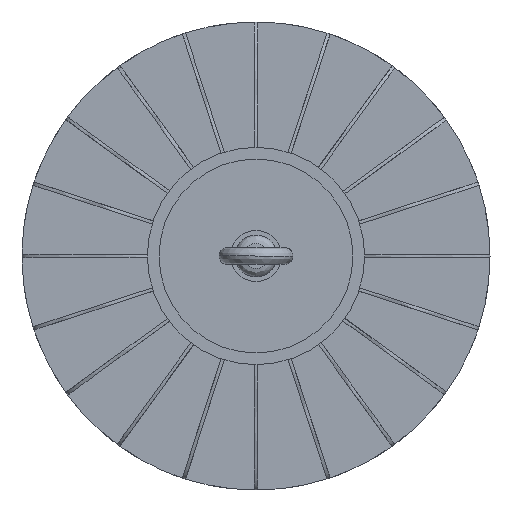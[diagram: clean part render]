
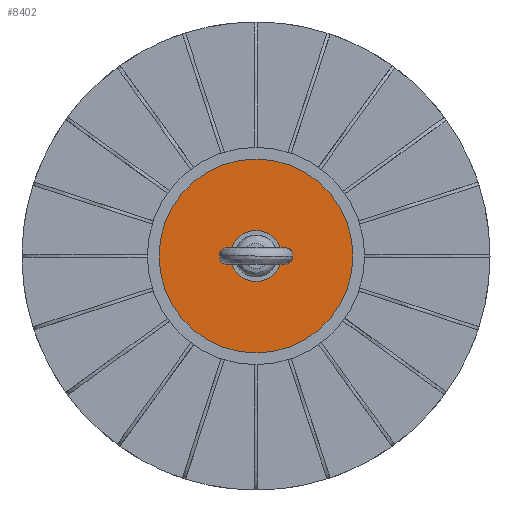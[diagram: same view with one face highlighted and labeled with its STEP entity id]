
A CAD part, front view. The second image highlights one B-rep face of the part: STEP entity #8402.
In plain terms, the highlighted face is planar.
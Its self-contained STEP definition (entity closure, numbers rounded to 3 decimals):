
#68 = EDGE_LOOP ( 'NONE', ( #2787, #7646 ) ) ;
#124 = CARTESIAN_POINT ( 'NONE',  ( 0., 0., -44. ) ) ;
#334 = VERTEX_POINT ( 'NONE', #10434 ) ;
#788 = DIRECTION ( 'NONE',  ( -1., 0., 0. ) ) ;
#818 = CARTESIAN_POINT ( 'NONE',  ( 0., 0., -44. ) ) ;
#1143 = CARTESIAN_POINT ( 'NONE',  ( 0., 0., -44. ) ) ;
#1296 = CARTESIAN_POINT ( 'NONE',  ( 0., 0., -44. ) ) ;
#1379 = CARTESIAN_POINT ( 'NONE',  ( 15.25, 0., -44. ) ) ;
#2787 = ORIENTED_EDGE ( 'NONE', *, *, #9309, .T. ) ;
#2827 = ORIENTED_EDGE ( 'NONE', *, *, #5013, .F. ) ;
#2901 = CARTESIAN_POINT ( 'NONE',  ( 0., 0., -44. ) ) ;
#3158 = AXIS2_PLACEMENT_3D ( 'NONE', #1143, #9864, #8870 ) ;
#4212 = FACE_OUTER_BOUND ( 'NONE', #9506, .T. ) ;
#4415 = CIRCLE ( 'NONE', #8490, 58. ) ;
#5013 = EDGE_CURVE ( 'NONE', #334, #11249, #8982, .T. ) ;
#5338 = FACE_BOUND ( 'NONE', #68, .T. ) ;
#5342 = AXIS2_PLACEMENT_3D ( 'NONE', #1296, #13425, #7941 ) ;
#5784 = VERTEX_POINT ( 'NONE', #8489 ) ;
#6491 = DIRECTION ( 'NONE',  ( -1., 0., 0. ) ) ;
#7321 = DIRECTION ( 'NONE',  ( 0., 0., 1. ) ) ;
#7458 = AXIS2_PLACEMENT_3D ( 'NONE', #2901, #8517, #788 ) ;
#7645 = VERTEX_POINT ( 'NONE', #1379 ) ;
#7646 = ORIENTED_EDGE ( 'NONE', *, *, #9180, .T. ) ;
#7941 = DIRECTION ( 'NONE',  ( -1., 0., 0. ) ) ;
#8138 = ORIENTED_EDGE ( 'NONE', *, *, #9733, .F. ) ;
#8402 = ADVANCED_FACE ( 'NONE', ( #4212, #5338 ), #9398, .T. ) ;
#8489 = CARTESIAN_POINT ( 'NONE',  ( -15.25, 0., -44. ) ) ;
#8490 = AXIS2_PLACEMENT_3D ( 'NONE', #124, #13978, #6491 ) ;
#8517 = DIRECTION ( 'NONE',  ( 0., 0., -1. ) ) ;
#8870 = DIRECTION ( 'NONE',  ( -1., 0., 0. ) ) ;
#8982 = CIRCLE ( 'NONE', #5342, 58. ) ;
#9064 = CIRCLE ( 'NONE', #3158, 15.25 ) ;
#9180 = EDGE_CURVE ( 'NONE', #7645, #5784, #9521, .T. ) ;
#9309 = EDGE_CURVE ( 'NONE', #5784, #7645, #9064, .T. ) ;
#9398 = PLANE ( 'NONE',  #11789 ) ;
#9506 = EDGE_LOOP ( 'NONE', ( #8138, #2827 ) ) ;
#9521 = CIRCLE ( 'NONE', #7458, 15.25 ) ;
#9733 = EDGE_CURVE ( 'NONE', #11249, #334, #4415, .T. ) ;
#9864 = DIRECTION ( 'NONE',  ( 0., 0., -1. ) ) ;
#10434 = CARTESIAN_POINT ( 'NONE',  ( 58., 0., -44. ) ) ;
#11139 = CARTESIAN_POINT ( 'NONE',  ( -58., 0., -44. ) ) ;
#11249 = VERTEX_POINT ( 'NONE', #11139 ) ;
#11654 = DIRECTION ( 'NONE',  ( 1., 0., 0. ) ) ;
#11789 = AXIS2_PLACEMENT_3D ( 'NONE', #818, #7321, #11654 ) ;
#13425 = DIRECTION ( 'NONE',  ( 0., 0., -1. ) ) ;
#13978 = DIRECTION ( 'NONE',  ( 0., 0., -1. ) ) ;
